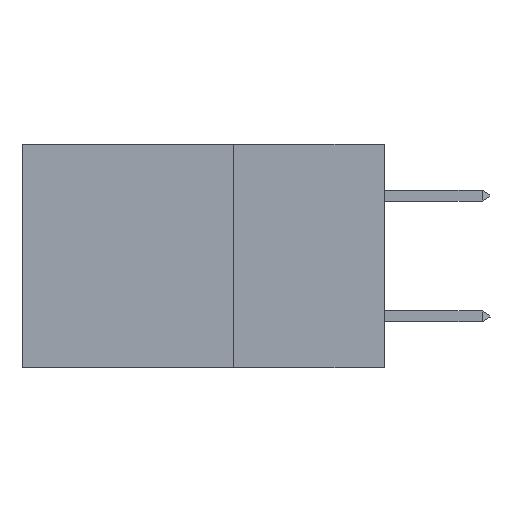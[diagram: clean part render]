
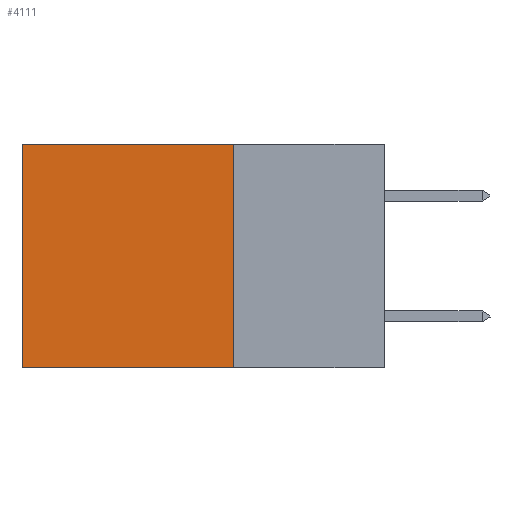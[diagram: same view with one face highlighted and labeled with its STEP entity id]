
A CAD part, left-side view. The second image highlights one B-rep face of the part: STEP entity #4111.
In plain terms, the highlighted planar face has unit normal (-1, 0, 0).
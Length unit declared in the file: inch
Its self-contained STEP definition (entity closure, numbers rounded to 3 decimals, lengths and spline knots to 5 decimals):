
#1102 = LINE ( 'NONE', #9739, #7869 ) ;
#1165 = VECTOR ( 'NONE', #10507, 39.37008 ) ;
#1994 = LINE ( 'NONE', #11806, #1165 ) ;
#2549 = PLANE ( 'NONE',  #4226 ) ;
#3290 = DIRECTION ( 'NONE',  ( 0., 1., 0. ) ) ;
#4111 = ADVANCED_FACE ( 'NONE', ( #6548 ), #2549, .F. ) ;
#4226 = AXIS2_PLACEMENT_3D ( 'NONE', #11430, #15390, #12931 ) ;
#4877 = ORIENTED_EDGE ( 'NONE', *, *, #10453, .T. ) ;
#4924 = CARTESIAN_POINT ( 'NONE',  ( 0.2875, 0.25, -0.37 ) ) ;
#5999 = DIRECTION ( 'NONE',  ( 0., 0., -1. ) ) ;
#6548 = FACE_OUTER_BOUND ( 'NONE', #10271, .T. ) ;
#6976 = LINE ( 'NONE', #11588, #12276 ) ;
#7230 = ORIENTED_EDGE ( 'NONE', *, *, #14510, .F. ) ;
#7603 = VERTEX_POINT ( 'NONE', #8031 ) ;
#7869 = VECTOR ( 'NONE', #5999, 39.37008 ) ;
#8031 = CARTESIAN_POINT ( 'NONE',  ( 0.2875, 0.6, 0. ) ) ;
#9239 = ORIENTED_EDGE ( 'NONE', *, *, #16466, .T. ) ;
#9542 = EDGE_CURVE ( 'NONE', #15504, #15640, #6976, .T. ) ;
#9666 = VERTEX_POINT ( 'NONE', #10444 ) ;
#9739 = CARTESIAN_POINT ( 'NONE',  ( 0.2875, 0.6, 0. ) ) ;
#9815 = ORIENTED_EDGE ( 'NONE', *, *, #9542, .F. ) ;
#10271 = EDGE_LOOP ( 'NONE', ( #4877, #9815, #7230, #9239 ) ) ;
#10444 = CARTESIAN_POINT ( 'NONE',  ( 0.2875, 0.25, 0. ) ) ;
#10453 = EDGE_CURVE ( 'NONE', #7603, #15640, #1102, .T. ) ;
#10507 = DIRECTION ( 'NONE',  ( 0., 0., -1. ) ) ;
#10975 = CARTESIAN_POINT ( 'NONE',  ( 0.2875, 0.25, 0. ) ) ;
#11430 = CARTESIAN_POINT ( 'NONE',  ( 0.2875, 0.25, 0. ) ) ;
#11553 = CARTESIAN_POINT ( 'NONE',  ( 0.2875, 0.6, -0.37 ) ) ;
#11588 = CARTESIAN_POINT ( 'NONE',  ( 0.2875, 0.25, -0.37 ) ) ;
#11716 = VECTOR ( 'NONE', #3290, 39.37008 ) ;
#11806 = CARTESIAN_POINT ( 'NONE',  ( 0.2875, 0.25, 0. ) ) ;
#12276 = VECTOR ( 'NONE', #12967, 39.37008 ) ;
#12931 = DIRECTION ( 'NONE',  ( 0., 0., -1. ) ) ;
#12967 = DIRECTION ( 'NONE',  ( 0., 1., 0. ) ) ;
#13180 = LINE ( 'NONE', #10975, #11716 ) ;
#14510 = EDGE_CURVE ( 'NONE', #9666, #15504, #1994, .T. ) ;
#15390 = DIRECTION ( 'NONE',  ( 1., 0., 0. ) ) ;
#15504 = VERTEX_POINT ( 'NONE', #4924 ) ;
#15640 = VERTEX_POINT ( 'NONE', #11553 ) ;
#16466 = EDGE_CURVE ( 'NONE', #9666, #7603, #13180, .T. ) ;
